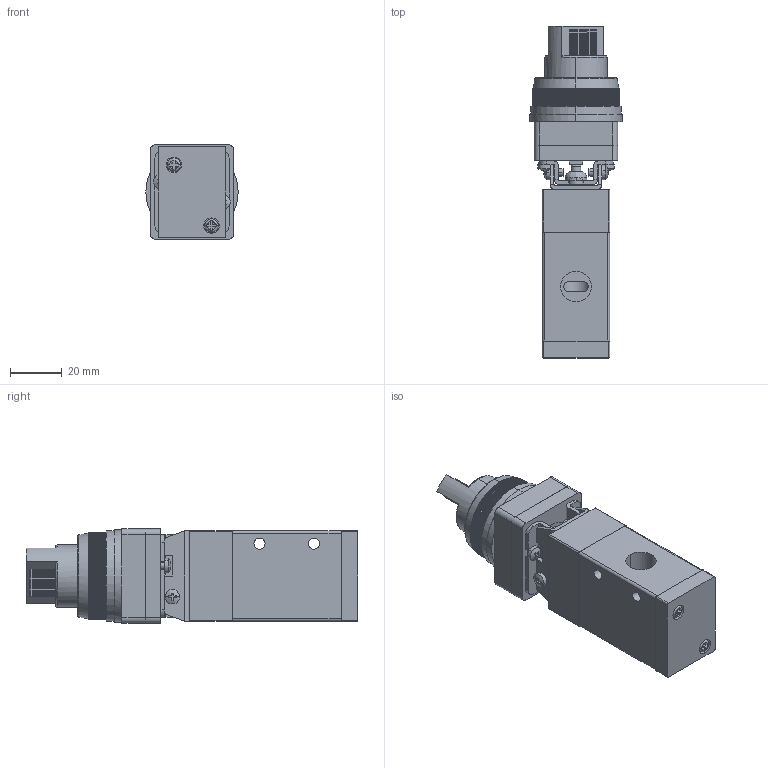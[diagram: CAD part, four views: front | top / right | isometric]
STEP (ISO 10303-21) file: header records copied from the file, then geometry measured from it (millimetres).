
FILE_DESCRIPTION (( 'STEP AP203' ), '1' );
FILE_NAME ('MSV-98322TB.step', '2017-02-22T23:36:59', ( '' ), ( '' ), 'SwSTEP 2.0', 'SolidWorks 2016', '' );
FILE_SCHEMA (( 'CONFIG_CONTROL_DESIGN' ));
Length unit declared in the file: millimetre
Products named in the file (1): MSV-98322TB
Bounding box: 35.6 x 128.1 x 36.4 mm (x, y, z)
Volume: 92688.9 mm3; surface area: 31500.5 mm2
Topology: 14 solids, 14 shells, 1819 faces, 4395 edges, 2631 vertices
Faces by surface type: plane 1591, cylinder 179, bspline 39, cone 10
Entity records: 52470 total; most frequent: CARTESIAN_POINT 10518, ORIENTED_EDGE 8766, DIRECTION 8479, EDGE_CURVE 4383, VECTOR 3343, LINE 3343, VERTEX_POINT 2631, AXIS2_PLACEMENT_3D 2568
